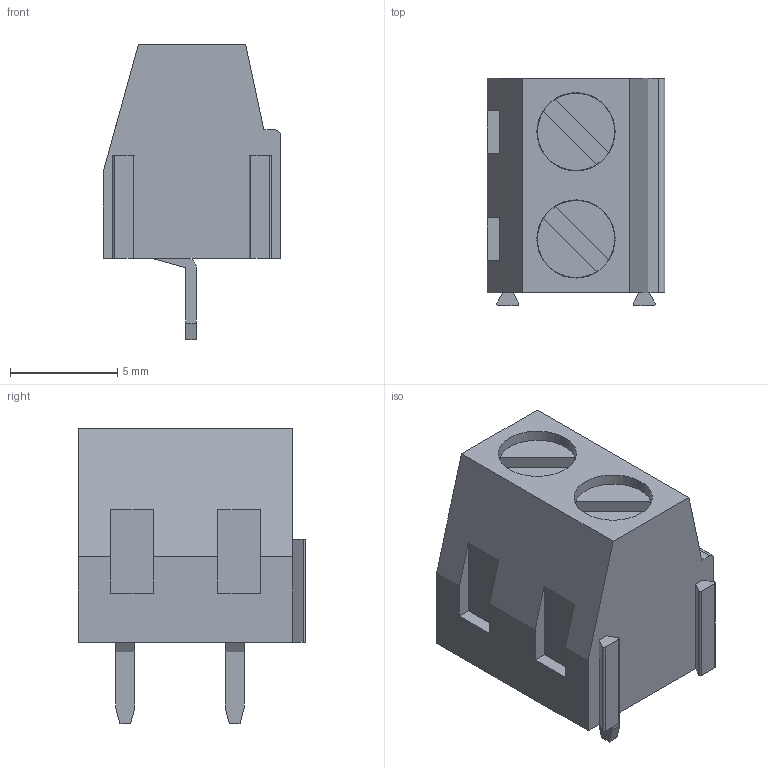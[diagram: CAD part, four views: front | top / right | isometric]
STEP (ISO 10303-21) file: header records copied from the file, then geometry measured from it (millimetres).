
FILE_DESCRIPTION(('FreeCAD Model'),'2;1');
FILE_NAME('pcb-terminal-block-female-1x2.step','2015-07-06T13:51:24',('Author'),(''), 'Open CASCADE STEP processor 6.8','FreeCAD','Unknown');
FILE_SCHEMA(('AUTOMOTIVE_DESIGN_CC2 { 1 2 10303 214 -1 1 5 4 }'));
Length unit declared in the file: millimetre
Products named in the file (4): Clone_of_pins; Clone_of_screw-cap-slot001; Clone_of_screw-cap-slot002; Clone_of_terminal-block-body
Bounding box: 8.3 x 10.6 x 13.8 mm (x, y, z)
Volume: 641.5 mm3; surface area: 790.3 mm2
Topology: 5 solids, 5 shells, 106 faces, 276 edges, 184 vertices
Faces by surface type: plane 83, cylinder 15, bspline 8
Full cylindrical faces by diameter (mm): 3.6 x2, 3.65 x2
Entity records: 11624 total; most frequent: CARTESIAN_POINT 6183, DIRECTION 926, LINE 628, VECTOR 628, ORIENTED_EDGE 552, PCURVE 552, DEFINITIONAL_REPRESENTATION 552, EDGE_CURVE 276
